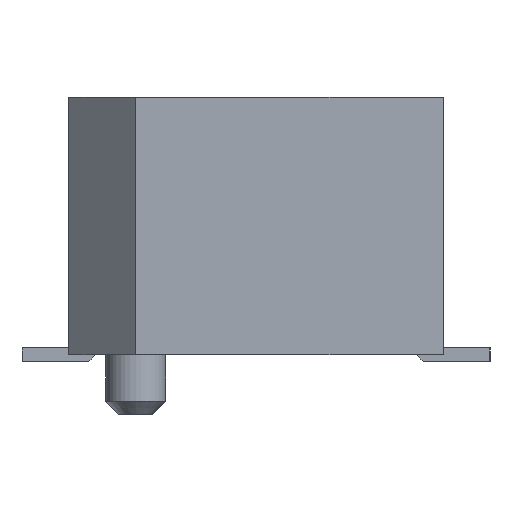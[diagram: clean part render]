
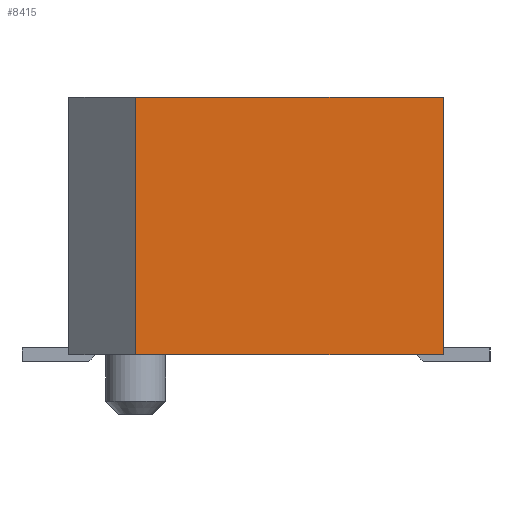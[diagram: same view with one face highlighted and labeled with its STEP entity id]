
A CAD part, left-side view. The second image highlights one B-rep face of the part: STEP entity #8415.
In plain terms, the highlighted planar face has unit normal (-1, 0, 0).
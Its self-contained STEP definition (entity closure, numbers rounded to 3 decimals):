
#258=LINE($,#11567,#1445);
#776=LINE($,#12631,#1963);
#860=LINE($,#12764,#2047);
#906=LINE($,#12853,#2093);
#1445=VECTOR($,#9376,3.85);
#1963=VECTOR($,#10280,3.85);
#2047=VECTOR($,#10376,4.6);
#2093=VECTOR($,#10470,4.6);
#2721=FACE_OUTER_BOUND($,#3165,.T.);
#3165=EDGE_LOOP($,(#7073,#7074,#7075,#7076));
#3482=VERTEX_POINT($,#11564);
#3483=VERTEX_POINT($,#11566);
#3834=VERTEX_POINT($,#12627);
#3836=VERTEX_POINT($,#12630);
#4325=EDGE_CURVE($,#3483,#3482,#258,.T.);
#4844=EDGE_CURVE($,#3836,#3834,#776,.T.);
#4928=EDGE_CURVE($,#3836,#3482,#860,.T.);
#4975=EDGE_CURVE($,#3483,#3834,#906,.T.);
#7073=ORIENTED_EDGE($,*,*,#4844,.T.);
#7074=ORIENTED_EDGE($,*,*,#4975,.F.);
#7075=ORIENTED_EDGE($,*,*,#4325,.T.);
#7076=ORIENTED_EDGE($,*,*,#4928,.F.);
#7978=PLANE($,#8894);
#8415=ADVANCED_FACE($,(#2721),#7978,.T.);
#8894=AXIS2_PLACEMENT_3D($,#12915,#10547,#10548);
#9376=DIRECTION($,(0.,0.,1.));
#10280=DIRECTION($,(0.,0.,-1.));
#10376=DIRECTION($,(0.,-1.,0.));
#10470=DIRECTION($,(0.,1.,0.));
#10547=DIRECTION('center_axis',(-1.,0.,0.));
#10548=DIRECTION('ref_axis',(0.,-1.,0.));
#11564=CARTESIAN_POINT('',(-12.3,-2.8,3.95));
#11566=CARTESIAN_POINT('',(-12.3,-2.8,0.1));
#11567=CARTESIAN_POINT($,(-12.3,-2.8,0.1));
#12627=CARTESIAN_POINT('',(-12.3,1.8,0.1));
#12630=CARTESIAN_POINT('',(-12.3,1.8,3.95));
#12631=CARTESIAN_POINT($,(-12.3,1.8,0.1));
#12764=CARTESIAN_POINT($,(-12.3,0.,3.95));
#12853=CARTESIAN_POINT($,(-12.3,0.,0.1));
#12915=CARTESIAN_POINT('Origin',(-12.3,-0.5,2.025));
